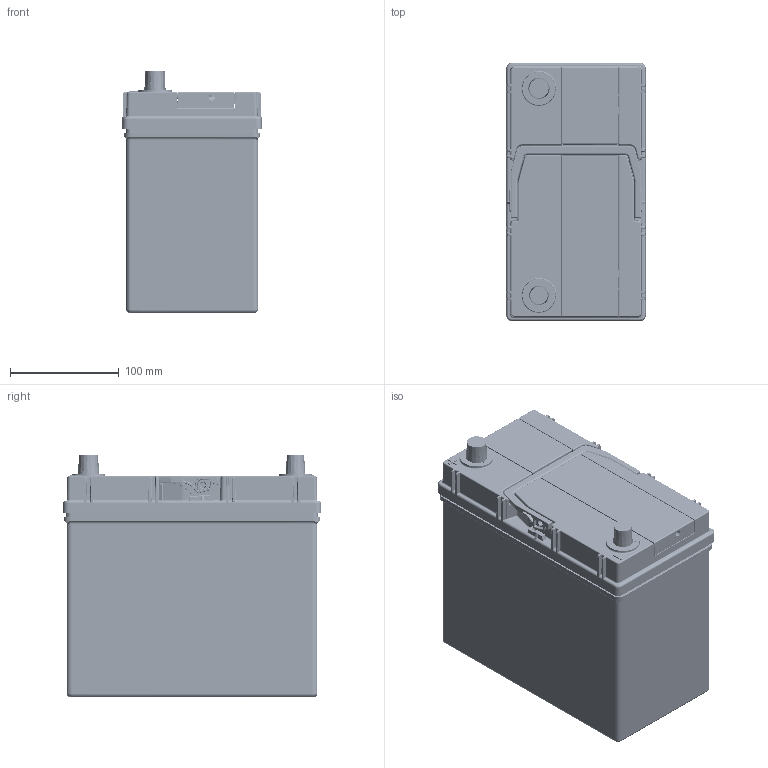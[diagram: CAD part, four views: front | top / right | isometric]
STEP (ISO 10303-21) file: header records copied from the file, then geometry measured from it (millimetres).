
FILE_DESCRIPTION(/* description */ (''),/* implementation_level */ '2;1');
FILE_NAME(/* name */ 'PMV B24RS',/* time_stamp */ '2017-01-17T16:18:36+08:00',/* author */ (''),/* organization */ (''),/* preprocessor_version */ 'ST-DEVELOPER v9',/* originating_system */ 'EDS PLM SOLUTIONS - UNIGRAPHICS NX 2.0',/* authorisation */ '');
FILE_SCHEMA (('AUTOMOTIVE_DESIGN { 1 0 10303 214 0 1 1 1 }'));
Products named in the file (1): bxusED7Ewvtg
Bounding box: 128 x 237 x 222 mm (x, y, z)
Volume: 803376.2 mm3; surface area: 746994 mm2
Topology: 14 solids, 14 shells, 7609 faces, 18916 edges, 10963 vertices
Faces by surface type: cylinder 3045, plane 2016, bspline 1959, torus 196, cone 189, sphere 182, revolution 16, extrusion 6
Full cylindrical faces by diameter (mm): 0.91 x56, 5.8 x2, 10.45 x2, 19.05 x6, 20.396 x1, 24.003 x1
Entity records: 390882 total; most frequent: CARTESIAN_POINT 185648, ORIENTED_EDGE 36342, DIRECTION 22637, EDGE_CURVE 18171, VERTEX_POINT 10886, B_SPLINE_CURVE_WITH_KNOTS 8773, EDGE_LOOP 7923, AXIS2_PLACEMENT_3D 7767
